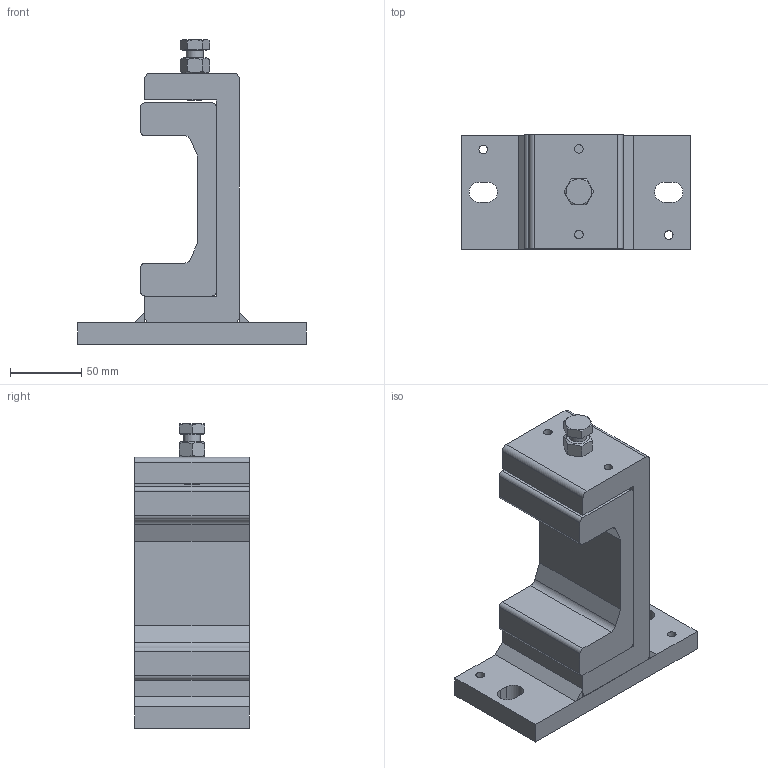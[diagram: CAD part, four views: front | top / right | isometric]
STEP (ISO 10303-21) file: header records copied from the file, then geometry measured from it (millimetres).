
FILE_DESCRIPTION(/* description */ ('Klemmkonsole_ Schweißteil'),/* implementation_level */ '2;1');
FILE_NAME(/* name */ 'KS 090.3650_Klemmkonsole_Zusammenbau.stp',/* time_stamp */ '2014-11-18T16:12:25+01:00',/* author */ ('Hipp'),/* organization */ (''),/* preprocessor_version */ 'ST-DEVELOPER v15.2',/* originating_system */ 'Autodesk Inventor 2014',/* authorisation */ '');
FILE_SCHEMA (('AUTOMOTIVE_DESIGN { 1 0 10303 214 3 1 1 }'));
Length unit declared in the file: millimetre
Products named in the file (8): KS 090.3650_Klemmkosnole_Schweißteil_Schweißnä
hte; KS 080.3650.01_Anschraubplatte; ALFATEC_UP_120_0700; KS 090.3650_Klemmkosnole_Schweißteil; ISO 4017 - M12 x 35ISO; ISO 4032 - M12ISO; ALFATEC_UP 090.0700; KS 090.3650_Klemmkonsole_Zusammenbau
Bounding box: 160 x 80 x 213.43 mm (x, y, z)
Volume: 845141.3 mm3; surface area: 144021.4 mm2
Topology: 8 solids, 8 shells, 108 faces, 262 edges, 171 vertices
Faces by surface type: plane 67, cylinder 28, cone 13
Full cylindrical faces by diameter (mm): 6 x4, 10.106 x2, 12 x1, 16.63 x1
Entity records: 3244 total; most frequent: CARTESIAN_POINT 583, DIRECTION 536, ORIENTED_EDGE 490, EDGE_CURVE 245, AXIS2_PLACEMENT_3D 192, VERTEX_POINT 167, LINE 152, VECTOR 152
